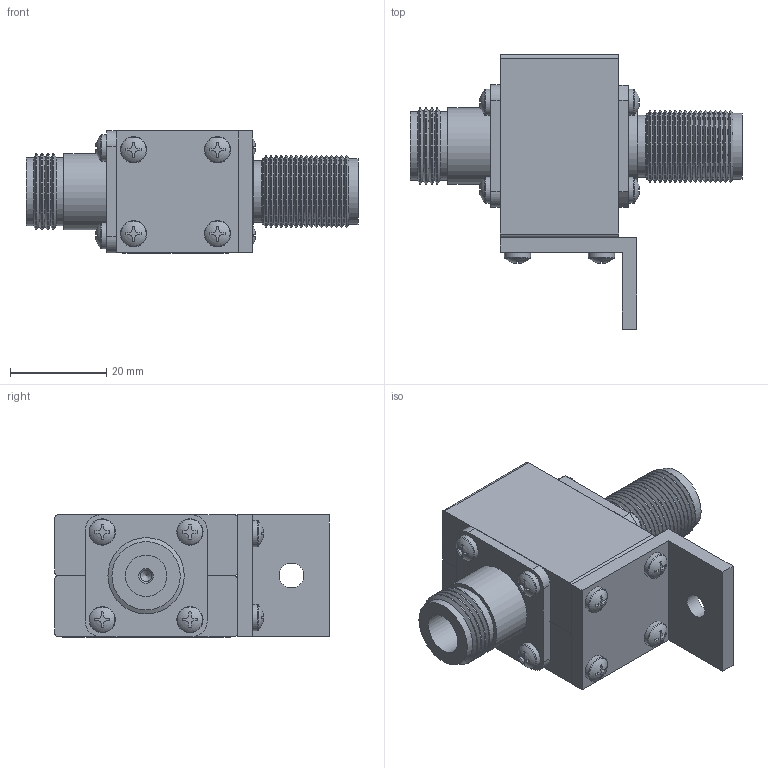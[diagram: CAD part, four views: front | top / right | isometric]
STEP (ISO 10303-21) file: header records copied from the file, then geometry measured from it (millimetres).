
FILE_DESCRIPTION (( 'STEP AP214' ), '1' );
FILE_NAME ('FMSP1024.STEP', '2021-07-21T15:46:29', ( '' ), ( '' ), 'SwSTEP 2.0', 'SolidWorks 2021', '' );
FILE_SCHEMA (( 'AUTOMOTIVE_DESIGN' ));
Length unit declared in the file: inch
Products named in the file (15): 9040-0594; 9040-0592; 5100-0002; 4001-0061; 4033-0172; 2011-6100-02; 2003-3409_BLK; 5210-0018; MFGTDI-043^9040-0592; 5330-001; 2103-190; FMSP1024; 1081-0251-05; 2011-6100; 2011-6101-01
Assembly tree (24 placements, depth 4):
  MFGTDI-043^9040-0592
  FMSP1024
    5210-0018
    5100-0002
    2003-3409_BLK
    2011-6101-01
    9040-0592
      4001-0061
      4033-0172
      2011-6100-02
        2011-6100
    9040-0594
      5330-001
      2103-190
    1081-0251-05  x12
Bounding box: 69.09 x 57.15 x 25.53 mm (x, y, z)
Volume: 30915.5 mm3; surface area: 21678.9 mm2
Topology: 21 solids, 21 shells, 1088 faces, 2457 edges, 1442 vertices
Faces by surface type: cone 359, plane 356, cylinder 342, torus 26, bspline 5
Full cylindrical faces by diameter (mm): 2.362 x1, 2.54 x2, 2.578 x12, 2.794 x156, 3.048 x4, 3.175 x14, 5.156 x1, 5.461 x12, 7.365 x1, 7.772 x1, 7.95 x1, 8.636 x1, 8.839 x1, 9.398 x1, 10.922 x2, 11.1 x1, 11.151 x1, 12.852 x1, 13.665 x18, 14.224 x2, 14.732 x1, 14.859 x1, 15.062 x17, 15.316 x1, 15.875 x5
Entity records: 10696 total; most frequent: CARTESIAN_POINT 2074, DIRECTION 1716, ORIENTED_EDGE 1316, AXIS2_PLACEMENT_3D 714, EDGE_CURVE 658, EDGE_LOOP 641, VERTEX_POINT 509, FACE_OUTER_BOUND 492
